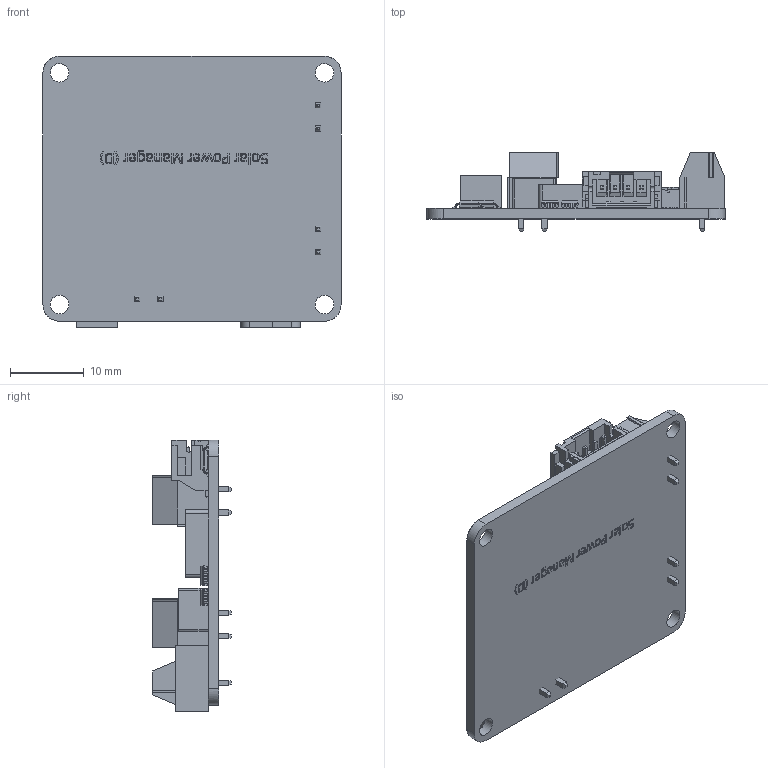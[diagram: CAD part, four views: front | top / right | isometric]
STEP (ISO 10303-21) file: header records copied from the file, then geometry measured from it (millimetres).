
FILE_DESCRIPTION(('FreeCAD Model'),'2;1');
FILE_NAME('Open CASCADE Shape Model','2025-04-30T08:48:45',('FreeCAD'),( 'FreeCAD'),'Open CASCADE STEP processor 7.6','FreeCAD','Unknown');
FILE_SCHEMA(('AUTOMOTIVE_DESIGN { 1 0 10303 214 1 1 1 1 }'));
Products named in the file (1): Open CASCADE STEP translator 7.6 1
Bounding box: 40.46 x 10.69 x 36.86 mm (x, y, z)
Volume: 3408.2 mm3; surface area: 6504.7 mm2
Topology: 34 solids, 34 shells, 4229 faces, 11400 edges, 7392 vertices
Faces by surface type: bspline 4229
Entity records: 134488 total; most frequent: CARTESIAN_POINT 65726, ORIENTED_EDGE 22734, EDGE_CURVE 11367, B_SPLINE_CURVE_WITH_KNOTS 10303, VERTEX_POINT 7392, FACE_BOUND 4491, EDGE_LOOP 4491, ADVANCED_FACE 4229
